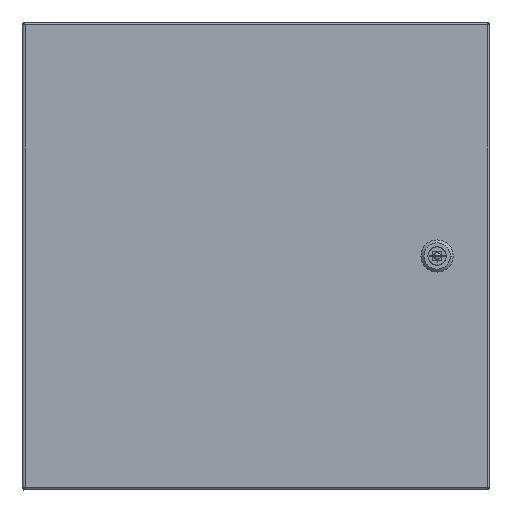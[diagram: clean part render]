
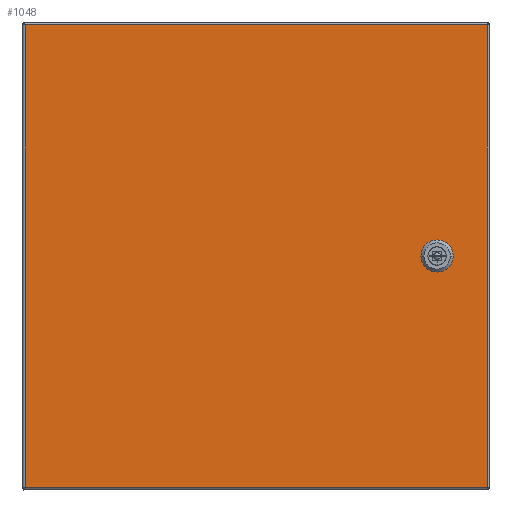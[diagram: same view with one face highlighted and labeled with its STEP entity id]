
A CAD part, front view. The second image highlights one B-rep face of the part: STEP entity #1048.
In plain terms, the highlighted planar face has unit normal (0, -1, 0).
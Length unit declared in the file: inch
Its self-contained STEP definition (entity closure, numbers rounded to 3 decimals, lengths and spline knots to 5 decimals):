
#327 = VECTOR ( 'NONE', #8325, 39.37008 ) ;
#369 = ORIENTED_EDGE ( 'NONE', *, *, #12029, .T. ) ;
#456 = CARTESIAN_POINT ( 'NONE',  ( 6.422, -8.822, 0.395 ) ) ;
#628 = EDGE_CURVE ( 'NONE', #8842, #16936, #13856, .T. ) ;
#800 = LINE ( 'NONE', #13991, #12158 ) ;
#994 = CARTESIAN_POINT ( 'NONE',  ( 7.901, -8.822, 7.898 ) ) ;
#1041 = EDGE_LOOP ( 'NONE', ( #20192, #7345, #2031, #21069 ) ) ;
#1048 = ADVANCED_FACE ( 'NONE', ( #8967, #13511 ), #18920, .T. ) ;
#1275 = CARTESIAN_POINT ( 'NONE',  ( -7.896, -8.822, 7.898 ) ) ;
#1690 = VECTOR ( 'NONE', #5542, 39.37008 ) ;
#1848 = CARTESIAN_POINT ( 'NONE',  ( 6.5865, -8.822, -0.2315 ) ) ;
#1980 = VERTEX_POINT ( 'NONE', #13594 ) ;
#2031 = ORIENTED_EDGE ( 'NONE', *, *, #9252, .T. ) ;
#2094 = CARTESIAN_POINT ( 'NONE',  ( 7.901, -8.822, -7.899 ) ) ;
#2424 = VECTOR ( 'NONE', #9335, 39.37008 ) ;
#2467 = EDGE_CURVE ( 'NONE', #6747, #20682, #800, .T. ) ;
#2871 = LINE ( 'NONE', #19639, #19470 ) ;
#3578 = EDGE_CURVE ( 'NONE', #16936, #18401, #12056, .T. ) ;
#3584 = EDGE_CURVE ( 'NONE', #14092, #1980, #15274, .T. ) ;
#3669 = EDGE_CURVE ( 'NONE', #20682, #17151, #12887, .T. ) ;
#4107 = EDGE_CURVE ( 'NONE', #1980, #6747, #21186, .T. ) ;
#4733 = EDGE_CURVE ( 'NONE', #16682, #21117, #12574, .T. ) ;
#4773 = CARTESIAN_POINT ( 'NONE',  ( 5.96, -8.822, 0.395 ) ) ;
#4999 = VECTOR ( 'NONE', #18931, 39.37008 ) ;
#5428 = ORIENTED_EDGE ( 'NONE', *, *, #2467, .T. ) ;
#5468 = EDGE_LOOP ( 'NONE', ( #15615, #369, #8251, #13904, #14247, #5428, #13961, #17252 ) ) ;
#5496 = DIRECTION ( 'NONE',  ( 0., 0., -1. ) ) ;
#5542 = DIRECTION ( 'NONE',  ( 0., 0., 1. ) ) ;
#5660 = VECTOR ( 'NONE', #13113, 39.37008 ) ;
#5731 = CARTESIAN_POINT ( 'NONE',  ( -7.896, -8.822, -7.899 ) ) ;
#5849 = CARTESIAN_POINT ( 'NONE',  ( -7.896, -8.822, -7.899 ) ) ;
#5966 = CARTESIAN_POINT ( 'NONE',  ( 5.7955, -8.822, 0.2305 ) ) ;
#6519 = CARTESIAN_POINT ( 'NONE',  ( 7.901, -8.822, -7.899 ) ) ;
#6607 = VERTEX_POINT ( 'NONE', #4773 ) ;
#6747 = VERTEX_POINT ( 'NONE', #1848 ) ;
#7345 = ORIENTED_EDGE ( 'NONE', *, *, #9389, .T. ) ;
#7494 = CARTESIAN_POINT ( 'NONE',  ( 5.96, -8.822, -0.396 ) ) ;
#8182 = CARTESIAN_POINT ( 'NONE',  ( 5.7955, -8.822, -0.2315 ) ) ;
#8251 = ORIENTED_EDGE ( 'NONE', *, *, #10452, .T. ) ;
#8325 = DIRECTION ( 'NONE',  ( 0., 0., -1. ) ) ;
#8432 = EDGE_CURVE ( 'NONE', #17151, #16682, #2871, .T. ) ;
#8805 = CARTESIAN_POINT ( 'NONE',  ( -7.896, -8.822, 7.898 ) ) ;
#8842 = VERTEX_POINT ( 'NONE', #15044 ) ;
#8879 = LINE ( 'NONE', #15460, #4999 ) ;
#8967 = FACE_OUTER_BOUND ( 'NONE', #1041, .T. ) ;
#9229 = DIRECTION ( 'NONE',  ( -1., 0., 0. ) ) ;
#9252 = EDGE_CURVE ( 'NONE', #20374, #8842, #20691, .T. ) ;
#9335 = DIRECTION ( 'NONE',  ( 0., 0., 1. ) ) ;
#9389 = EDGE_CURVE ( 'NONE', #18401, #20374, #16505, .T. ) ;
#9554 = CARTESIAN_POINT ( 'NONE',  ( 6.422, -8.822, 0.395 ) ) ;
#9989 = CARTESIAN_POINT ( 'NONE',  ( 5.96, -8.822, -0.396 ) ) ;
#10452 = EDGE_CURVE ( 'NONE', #6607, #14092, #19812, .T. ) ;
#10630 = DIRECTION ( 'NONE',  ( 1., 0., 0. ) ) ;
#12029 = EDGE_CURVE ( 'NONE', #21117, #6607, #8879, .T. ) ;
#12056 = LINE ( 'NONE', #2094, #1690 ) ;
#12158 = VECTOR ( 'NONE', #17561, 39.37008 ) ;
#12298 = CARTESIAN_POINT ( 'NONE',  ( 6.422, -8.822, -0.396 ) ) ;
#12574 = LINE ( 'NONE', #5966, #2424 ) ;
#12887 = LINE ( 'NONE', #7494, #20021 ) ;
#13113 = DIRECTION ( 'NONE',  ( 1., 0., 0. ) ) ;
#13511 = FACE_BOUND ( 'NONE', #5468, .T. ) ;
#13594 = CARTESIAN_POINT ( 'NONE',  ( 6.5865, -8.822, 0.2305 ) ) ;
#13856 = LINE ( 'NONE', #5731, #18584 ) ;
#13904 = ORIENTED_EDGE ( 'NONE', *, *, #3584, .T. ) ;
#13961 = ORIENTED_EDGE ( 'NONE', *, *, #3669, .T. ) ;
#13991 = CARTESIAN_POINT ( 'NONE',  ( 6.5865, -8.822, -0.2315 ) ) ;
#14092 = VERTEX_POINT ( 'NONE', #15373 ) ;
#14247 = ORIENTED_EDGE ( 'NONE', *, *, #4107, .T. ) ;
#14443 = DIRECTION ( 'NONE',  ( -0.707, 0., 0.707 ) ) ;
#14767 = DIRECTION ( 'NONE',  ( -1., 0., 0. ) ) ;
#15000 = CARTESIAN_POINT ( 'NONE',  ( 6.5865, -8.822, -0.2315 ) ) ;
#15044 = CARTESIAN_POINT ( 'NONE',  ( -7.896, -8.822, -7.899 ) ) ;
#15274 = LINE ( 'NONE', #456, #17246 ) ;
#15373 = CARTESIAN_POINT ( 'NONE',  ( 6.422, -8.822, 0.395 ) ) ;
#15460 = CARTESIAN_POINT ( 'NONE',  ( 5.96, -8.822, 0.395 ) ) ;
#15615 = ORIENTED_EDGE ( 'NONE', *, *, #4733, .T. ) ;
#15797 = CARTESIAN_POINT ( 'NONE',  ( 5.7955, -8.822, 0.2305 ) ) ;
#16329 = VECTOR ( 'NONE', #14767, 39.37008 ) ;
#16505 = LINE ( 'NONE', #8805, #16329 ) ;
#16682 = VERTEX_POINT ( 'NONE', #8182 ) ;
#16717 = VECTOR ( 'NONE', #19907, 39.37008 ) ;
#16936 = VERTEX_POINT ( 'NONE', #6519 ) ;
#17151 = VERTEX_POINT ( 'NONE', #9989 ) ;
#17182 = DIRECTION ( 'NONE',  ( 0., -1., 0. ) ) ;
#17246 = VECTOR ( 'NONE', #18745, 39.37008 ) ;
#17252 = ORIENTED_EDGE ( 'NONE', *, *, #8432, .T. ) ;
#17561 = DIRECTION ( 'NONE',  ( -0.707, 0., -0.707 ) ) ;
#18401 = VERTEX_POINT ( 'NONE', #994 ) ;
#18584 = VECTOR ( 'NONE', #10630, 39.37008 ) ;
#18745 = DIRECTION ( 'NONE',  ( 0.707, 0., -0.707 ) ) ;
#18920 = PLANE ( 'NONE',  #20684 ) ;
#18931 = DIRECTION ( 'NONE',  ( 0.707, 0., 0.707 ) ) ;
#19470 = VECTOR ( 'NONE', #14443, 39.37008 ) ;
#19639 = CARTESIAN_POINT ( 'NONE',  ( 5.7955, -8.822, -0.2315 ) ) ;
#19812 = LINE ( 'NONE', #9554, #5660 ) ;
#19907 = DIRECTION ( 'NONE',  ( 0., 0., -1. ) ) ;
#20021 = VECTOR ( 'NONE', #9229, 39.37008 ) ;
#20192 = ORIENTED_EDGE ( 'NONE', *, *, #3578, .T. ) ;
#20335 = CARTESIAN_POINT ( 'NONE',  ( -7.896, -8.822, -7.899 ) ) ;
#20374 = VERTEX_POINT ( 'NONE', #1275 ) ;
#20682 = VERTEX_POINT ( 'NONE', #12298 ) ;
#20684 = AXIS2_PLACEMENT_3D ( 'NONE', #20335, #17182, #5496 ) ;
#20691 = LINE ( 'NONE', #5849, #16717 ) ;
#21069 = ORIENTED_EDGE ( 'NONE', *, *, #628, .T. ) ;
#21117 = VERTEX_POINT ( 'NONE', #15797 ) ;
#21186 = LINE ( 'NONE', #15000, #327 ) ;
